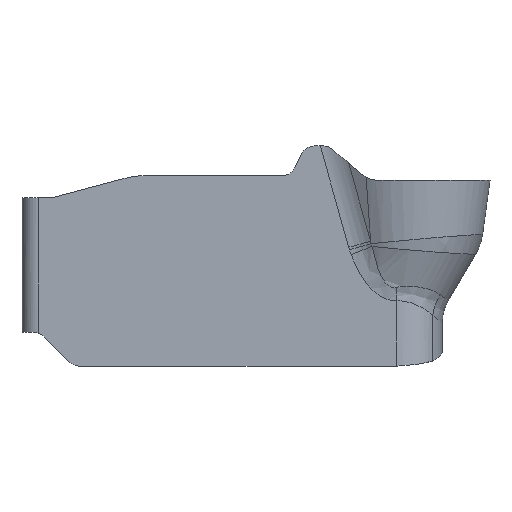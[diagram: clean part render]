
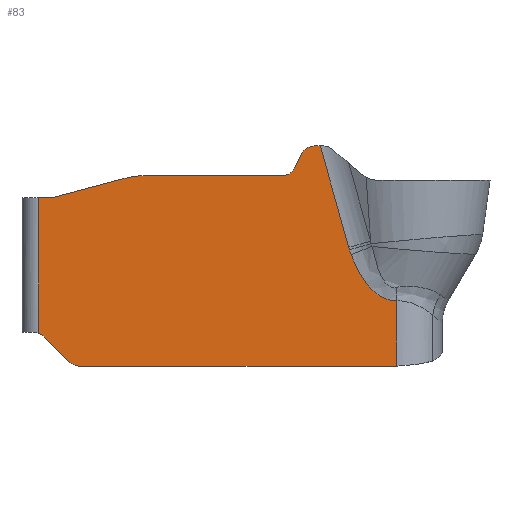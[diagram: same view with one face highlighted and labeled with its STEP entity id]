
A CAD part, left-side view. The second image highlights one B-rep face of the part: STEP entity #83.
In plain terms, the highlighted planar face has unit normal (-1, 0, 0).
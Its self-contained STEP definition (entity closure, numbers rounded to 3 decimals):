
#83=ADVANCED_FACE('',(#156),#139,.T.);
#139=PLANE('',#1031);
#156=FACE_OUTER_BOUND('',#212,.T.);
#212=EDGE_LOOP('',(#396,#397,#398,#399,#400,#401,#402,#403,#404,#405,#406,
#407,#408,#409,#410,#411,#412,#413,#414,#415));
#268=LINE('',#1346,#327);
#269=LINE('',#1372,#328);
#270=LINE('',#1374,#329);
#271=LINE('',#1378,#330);
#272=LINE('',#1382,#331);
#273=LINE('',#1386,#332);
#274=LINE('',#1390,#333);
#275=LINE('',#1392,#334);
#276=LINE('',#1396,#335);
#277=LINE('',#1400,#336);
#327=VECTOR('',#1101,1.);
#328=VECTOR('',#1102,1.);
#329=VECTOR('',#1103,1.);
#330=VECTOR('',#1106,1.);
#331=VECTOR('',#1109,1.);
#332=VECTOR('',#1112,1.);
#333=VECTOR('',#1115,1.);
#334=VECTOR('',#1116,1.);
#335=VECTOR('',#1119,1.);
#336=VECTOR('',#1122,1.);
#396=ORIENTED_EDGE('',*,*,#768,.F.);
#397=ORIENTED_EDGE('',*,*,#769,.T.);
#398=ORIENTED_EDGE('',*,*,#770,.T.);
#399=ORIENTED_EDGE('',*,*,#771,.T.);
#400=ORIENTED_EDGE('',*,*,#772,.T.);
#401=ORIENTED_EDGE('',*,*,#773,.T.);
#402=ORIENTED_EDGE('',*,*,#774,.F.);
#403=ORIENTED_EDGE('',*,*,#775,.F.);
#404=ORIENTED_EDGE('',*,*,#776,.F.);
#405=ORIENTED_EDGE('',*,*,#777,.F.);
#406=ORIENTED_EDGE('',*,*,#778,.F.);
#407=ORIENTED_EDGE('',*,*,#779,.F.);
#408=ORIENTED_EDGE('',*,*,#780,.F.);
#409=ORIENTED_EDGE('',*,*,#781,.F.);
#410=ORIENTED_EDGE('',*,*,#782,.F.);
#411=ORIENTED_EDGE('',*,*,#783,.T.);
#412=ORIENTED_EDGE('',*,*,#784,.F.);
#413=ORIENTED_EDGE('',*,*,#785,.F.);
#414=ORIENTED_EDGE('',*,*,#786,.F.);
#415=ORIENTED_EDGE('',*,*,#787,.F.);
#680=VERTEX_POINT('',#1344);
#681=VERTEX_POINT('',#1345);
#682=VERTEX_POINT('',#1347);
#683=VERTEX_POINT('',#1361);
#684=VERTEX_POINT('',#1366);
#685=VERTEX_POINT('',#1371);
#686=VERTEX_POINT('',#1373);
#687=VERTEX_POINT('',#1375);
#688=VERTEX_POINT('',#1377);
#689=VERTEX_POINT('',#1379);
#690=VERTEX_POINT('',#1381);
#691=VERTEX_POINT('',#1383);
#692=VERTEX_POINT('',#1385);
#693=VERTEX_POINT('',#1387);
#694=VERTEX_POINT('',#1389);
#695=VERTEX_POINT('',#1391);
#696=VERTEX_POINT('',#1393);
#697=VERTEX_POINT('',#1395);
#698=VERTEX_POINT('',#1397);
#699=VERTEX_POINT('',#1399);
#768=EDGE_CURVE('',#680,#681,#910,.T.);
#769=EDGE_CURVE('',#680,#682,#268,.T.);
#770=EDGE_CURVE('',#682,#683,#948,.T.);
#771=EDGE_CURVE('',#683,#684,#949,.T.);
#772=EDGE_CURVE('',#684,#685,#950,.T.);
#773=EDGE_CURVE('',#685,#686,#269,.T.);
#774=EDGE_CURVE('',#687,#686,#270,.T.);
#775=EDGE_CURVE('',#688,#687,#911,.T.);
#776=EDGE_CURVE('',#689,#688,#271,.T.);
#777=EDGE_CURVE('',#690,#689,#912,.T.);
#778=EDGE_CURVE('',#691,#690,#272,.T.);
#779=EDGE_CURVE('',#692,#691,#913,.T.);
#780=EDGE_CURVE('',#693,#692,#273,.T.);
#781=EDGE_CURVE('',#694,#693,#914,.T.);
#782=EDGE_CURVE('',#695,#694,#274,.T.);
#783=EDGE_CURVE('',#695,#696,#275,.T.);
#784=EDGE_CURVE('',#697,#696,#915,.T.);
#785=EDGE_CURVE('',#698,#697,#276,.T.);
#786=EDGE_CURVE('',#699,#698,#916,.T.);
#787=EDGE_CURVE('',#681,#699,#277,.T.);
#910=CIRCLE('',#1024,0.5);
#911=CIRCLE('',#1025,0.3);
#912=CIRCLE('',#1026,0.25);
#913=CIRCLE('',#1027,1.566);
#914=CIRCLE('',#1028,0.434);
#915=CIRCLE('',#1029,0.3);
#916=CIRCLE('',#1030,0.25);
#948=B_SPLINE_CURVE_WITH_KNOTS('',3,(#1348,#1349,#1350,#1351,#1352,#1353,
#1354,#1355,#1356,#1357,#1358,#1359,#1360),.UNSPECIFIED.,.F.,.F.,(4,3,3,
3,4),(0.,0.172,0.342,0.61,1.),
 .UNSPECIFIED.);
#949=B_SPLINE_CURVE_WITH_KNOTS('',3,(#1362,#1363,#1364,#1365),
 .UNSPECIFIED.,.F.,.F.,(4,4),(0.,1.),.UNSPECIFIED.);
#950=B_SPLINE_CURVE_WITH_KNOTS('',3,(#1367,#1368,#1369,#1370),
 .UNSPECIFIED.,.F.,.F.,(4,4),(0.,1.),.UNSPECIFIED.);
#1024=AXIS2_PLACEMENT_3D('',#1343,#1099,#1100);
#1025=AXIS2_PLACEMENT_3D('',#1376,#1104,#1105);
#1026=AXIS2_PLACEMENT_3D('',#1380,#1107,#1108);
#1027=AXIS2_PLACEMENT_3D('',#1384,#1110,#1111);
#1028=AXIS2_PLACEMENT_3D('',#1388,#1113,#1114);
#1029=AXIS2_PLACEMENT_3D('',#1394,#1117,#1118);
#1030=AXIS2_PLACEMENT_3D('',#1398,#1120,#1121);
#1031=AXIS2_PLACEMENT_3D('',#1401,#1123,#1124);
#1099=DIRECTION('',(1.,0.,0.));
#1100=DIRECTION('',(0.,-1.,0.));
#1101=DIRECTION('',(0.,0.,1.));
#1102=DIRECTION('',(0.,0.271,0.963));
#1103=DIRECTION('',(0.,-1.,0.));
#1104=DIRECTION('',(1.,0.,0.));
#1105=DIRECTION('',(0.,-1.,0.));
#1106=DIRECTION('',(0.,-0.423,0.906));
#1107=DIRECTION('',(-1.,0.,0.));
#1108=DIRECTION('',(0.,-1.,0.));
#1109=DIRECTION('',(0.,-1.,0.));
#1110=DIRECTION('',(1.,0.,0.));
#1111=DIRECTION('',(0.,-1.,0.));
#1112=DIRECTION('',(0.,-0.966,0.259));
#1113=DIRECTION('',(-1.,0.,0.));
#1114=DIRECTION('',(0.,-1.,0.));
#1115=DIRECTION('',(0.,-1.,0.));
#1116=DIRECTION('',(0.,0.,-1.));
#1117=DIRECTION('',(-1.,0.,0.));
#1118=DIRECTION('',(0.,-1.,0.));
#1119=DIRECTION('',(0.,0.707,0.707));
#1120=DIRECTION('',(1.,0.,0.));
#1121=DIRECTION('',(0.,-1.,0.));
#1122=DIRECTION('',(0.,1.,0.));
#1123=DIRECTION('',(-1.,0.,0.));
#1124=DIRECTION('',(0.,-1.,0.));
#1343=CARTESIAN_POINT('',(-1.05,-2.53,-2.879));
#1344=CARTESIAN_POINT('',(-1.05,-2.552,-3.379));
#1345=CARTESIAN_POINT('',(-1.05,-2.53,-3.379));
#1346=CARTESIAN_POINT('',(-1.05,-2.552,-9.579));
#1347=CARTESIAN_POINT('',(-1.05,-2.552,-2.192));
#1348=CARTESIAN_POINT('',(-1.05,-2.552,-2.192));
#1349=CARTESIAN_POINT('',(-1.05,-2.48,-2.193));
#1350=CARTESIAN_POINT('',(-1.05,-2.408,-2.18));
#1351=CARTESIAN_POINT('',(-1.05,-2.341,-2.155));
#1352=CARTESIAN_POINT('',(-1.05,-2.275,-2.129));
#1353=CARTESIAN_POINT('',(-1.05,-2.213,-2.09));
#1354=CARTESIAN_POINT('',(-1.05,-2.159,-2.045));
#1355=CARTESIAN_POINT('',(-1.05,-2.073,-1.974));
#1356=CARTESIAN_POINT('',(-1.05,-2.003,-1.885));
#1357=CARTESIAN_POINT('',(-1.05,-1.942,-1.791));
#1358=CARTESIAN_POINT('',(-1.05,-1.854,-1.655));
#1359=CARTESIAN_POINT('',(-1.05,-1.785,-1.506));
#1360=CARTESIAN_POINT('',(-1.05,-1.725,-1.355));
#1361=CARTESIAN_POINT('',(-1.05,-1.725,-1.355));
#1362=CARTESIAN_POINT('',(-1.05,-1.725,-1.355));
#1363=CARTESIAN_POINT('',(-1.05,-1.713,-1.326));
#1364=CARTESIAN_POINT('',(-1.05,-1.703,-1.297));
#1365=CARTESIAN_POINT('',(-1.05,-1.695,-1.267));
#1366=CARTESIAN_POINT('',(-1.05,-1.695,-1.267));
#1367=CARTESIAN_POINT('',(-1.05,-1.695,-1.267));
#1368=CARTESIAN_POINT('',(-1.05,-1.69,-1.252));
#1369=CARTESIAN_POINT('',(-1.05,-1.686,-1.237));
#1370=CARTESIAN_POINT('',(-1.05,-1.682,-1.221));
#1371=CARTESIAN_POINT('',(-1.05,-1.682,-1.221));
#1372=CARTESIAN_POINT('',(-1.05,-3.425,-7.422));
#1373=CARTESIAN_POINT('',(-1.05,-1.164,0.621));
#1374=CARTESIAN_POINT('',(-1.05,4.25,0.621));
#1375=CARTESIAN_POINT('',(-1.05,-1.08,0.621));
#1376=CARTESIAN_POINT('',(-1.05,-1.08,0.321));
#1377=CARTESIAN_POINT('',(-1.05,-0.809,0.447));
#1378=CARTESIAN_POINT('',(-1.05,3.935,-9.726));
#1379=CARTESIAN_POINT('',(-1.05,-0.704,0.224));
#1380=CARTESIAN_POINT('',(-1.05,-0.478,0.329));
#1381=CARTESIAN_POINT('',(-1.05,-0.478,0.079));
#1382=CARTESIAN_POINT('',(-1.05,4.25,0.079));
#1383=CARTESIAN_POINT('',(-1.05,1.994,0.079));
#1384=CARTESIAN_POINT('',(-1.05,1.994,-1.486));
#1385=CARTESIAN_POINT('',(-1.05,2.399,0.026));
#1386=CARTESIAN_POINT('',(-1.05,6.527,-1.08));
#1387=CARTESIAN_POINT('',(-1.05,3.638,-0.306));
#1388=CARTESIAN_POINT('',(-1.05,3.75,0.114));
#1389=CARTESIAN_POINT('',(-1.05,3.75,-0.321));
#1390=CARTESIAN_POINT('',(-1.05,4.25,-0.321));
#1391=CARTESIAN_POINT('',(-1.05,3.95,-0.321));
#1392=CARTESIAN_POINT('',(-1.05,3.95,-9.579));
#1393=CARTESIAN_POINT('',(-1.05,3.95,-2.781));
#1394=CARTESIAN_POINT('',(-1.05,4.05,-3.064));
#1395=CARTESIAN_POINT('',(-1.05,3.838,-2.851));
#1396=CARTESIAN_POINT('',(-1.05,0.68,-6.009));
#1397=CARTESIAN_POINT('',(-1.05,3.383,-3.306));
#1398=CARTESIAN_POINT('',(-1.05,3.206,-3.129));
#1399=CARTESIAN_POINT('',(-1.05,3.206,-3.379));
#1400=CARTESIAN_POINT('',(-1.05,4.25,-3.379));
#1401=CARTESIAN_POINT('',(-1.05,4.25,-9.579));
